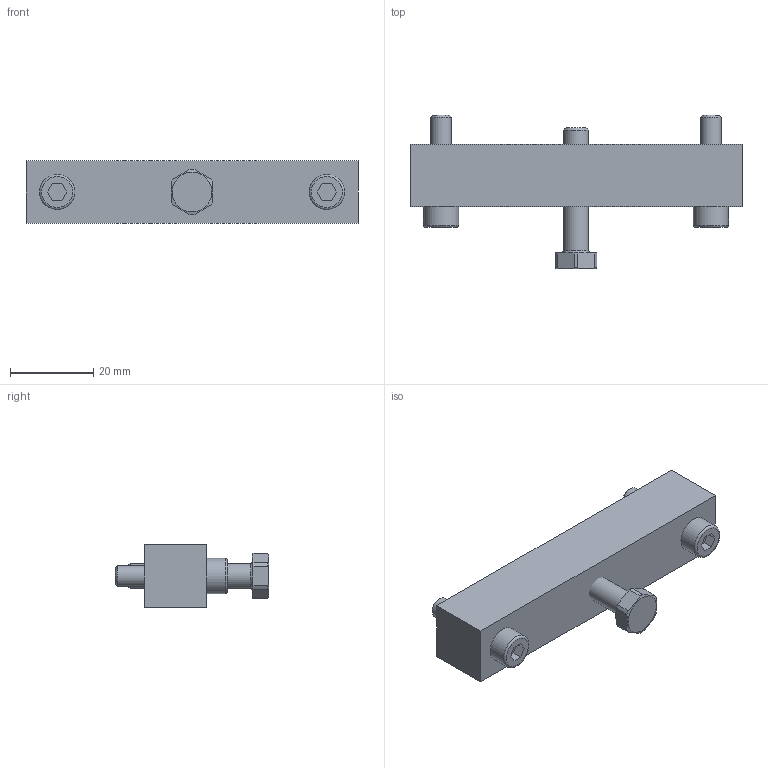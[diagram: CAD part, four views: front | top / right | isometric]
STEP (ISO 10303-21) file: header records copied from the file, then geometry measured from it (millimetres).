
FILE_DESCRIPTION (( 'STEP AP214' ), '1' );
FILE_NAME ('STARK_9000 900_A.STEP', '2019-09-09T05:53:42', ( '' ), ( '' ), 'SwSTEP 2.0', 'SolidWorks 2019', '' );
FILE_SCHEMA (( 'AUTOMOTIVE_DESIGN' ));
Length unit declared in the file: millimetre
Products named in the file (4): Schraube Din 912_Schraube Din 912 M 5x22; STARK_9000 900_A; Schraube Din 933_Schraube Din933 M  6x  30 8.8 schwarz; 077-302 Brücke Notentriegelung_077-302
Assembly tree (4 placements, depth 2):
  STARK_9000 900_A
    077-302 Brücke Notentriegelung_077-302
    Schraube Din 912_Schraube Din 912 M 5x22  x2
    Schraube Din 933_Schraube Din933 M  6x  30 8.8 schwarz
Bounding box: 80 x 37 x 15 mm (x, y, z)
Volume: 19400.4 mm3; surface area: 7984.9 mm2
Topology: 4 solids, 4 shells, 59 faces, 132 edges, 86 vertices
Faces by surface type: plane 35, cylinder 14, cone 5, torus 5
Full cylindrical faces by diameter (mm): 5 x3, 6 x3, 8.5 x2
Entity records: 1464 total; most frequent: CARTESIAN_POINT 251, DIRECTION 206, ORIENTED_EDGE 170, EDGE_CURVE 85, AXIS2_PLACEMENT_3D 82, EDGE_LOOP 66, VERTEX_POINT 63, FACE_OUTER_BOUND 53
